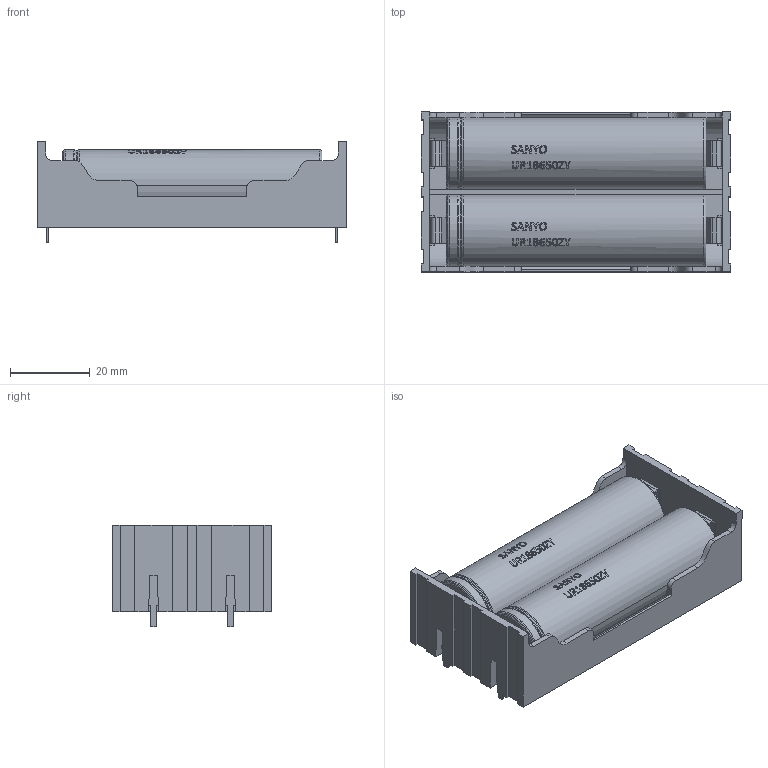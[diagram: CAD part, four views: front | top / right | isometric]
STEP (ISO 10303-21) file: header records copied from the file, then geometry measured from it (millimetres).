
FILE_DESCRIPTION (( 'STEP AP214' ), '1' );
FILE_NAME ('X2B.STEP', '2018-12-11T19:20:43', ( 'SAIRUS' ), ( '' ), 'SwSTEP 2.0', 'SolidWorks 2019', '' );
FILE_SCHEMA (( 'AUTOMOTIVE_DESIGN' ));
Length unit declared in the file: millimetre
Products named in the file (4): 18650m_2; X2B; 18650s; 18650_Cell only
Assembly tree (7 placements, depth 2):
  X2B
    18650m_2
    18650s  x4
    18650_Cell only  x2
Bounding box: 77.65 x 40.1 x 25.48 mm (x, y, z)
Volume: 45677.8 mm3; surface area: 25224.1 mm2
Topology: 7 solids, 9 shells, 1002 faces, 2664 edges, 1680 vertices
Faces by surface type: bspline 388, plane 358, cylinder 184, torus 64, cone 8
Entity records: 36009 total; most frequent: CARTESIAN_POINT 20147, ORIENTED_EDGE 2974, DIRECTION 1837, EDGE_CURVE 1487, VERTEX_POINT 954, B_SPLINE_CURVE_WITH_KNOTS 618, AXIS2_PLACEMENT_3D 615, VECTOR 607
